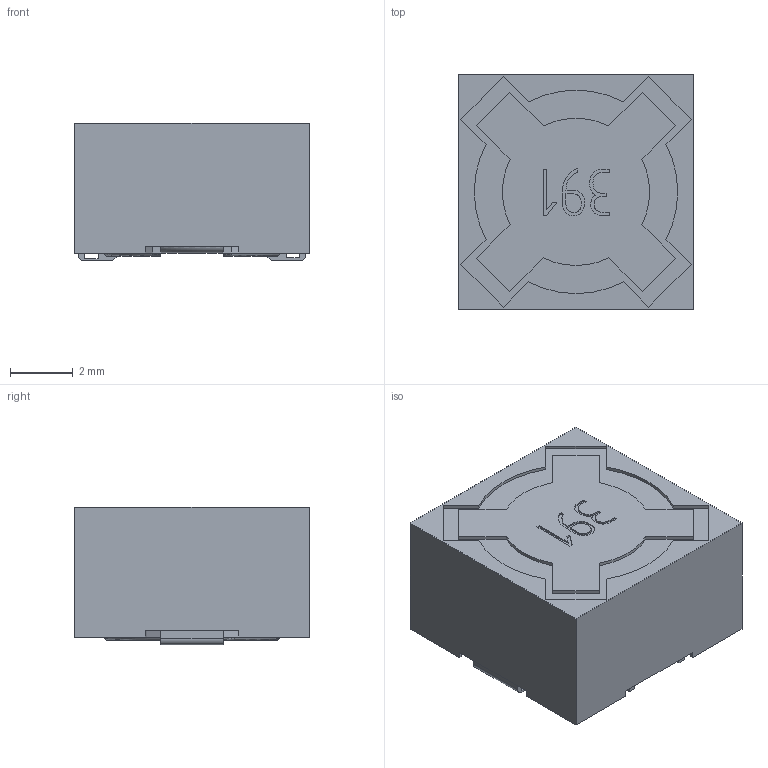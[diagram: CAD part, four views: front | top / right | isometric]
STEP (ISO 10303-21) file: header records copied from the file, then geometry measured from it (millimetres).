
FILE_DESCRIPTION(/* description */ ('Unknown'),/* implementation_level */ '2;1');
FILE_NAME(/* name */ 'HA78-40',/* time_stamp */ '2021-11-09T09:37:50+08:00',/* author */ ('Unknown'),/* organization */ ('Unknown'),/* preprocessor_version */ 'ST-DEVELOPER v16.7',/* originating_system */ 'Solid Edge',/* authorisation */ 'Unknown');
FILE_SCHEMA (('AUTOMOTIVE_DESIGN {1 0 10303 214 3 1 1}'));
Length unit declared in the file: millimetre
Products named in the file (1): HA78-40
Bounding box: 7.5 x 7.5 x 4.4 mm (x, y, z)
Volume: 229.2 mm3; surface area: 259.3 mm2
Topology: 1 solids, 1 shells, 141 faces, 396 edges, 264 vertices
Faces by surface type: plane 106, cylinder 15, torus 10, bspline 10
Full cylindrical faces by diameter (mm): 0.3 x1
Entity records: 5860 total; most frequent: CARTESIAN_POINT 1288, ORIENTED_EDGE 790, DIRECTION 650, EDGE_CURVE 395, LINE 294, VECTOR 294, VERTEX_POINT 264, AXIS2_PLACEMENT_3D 178
